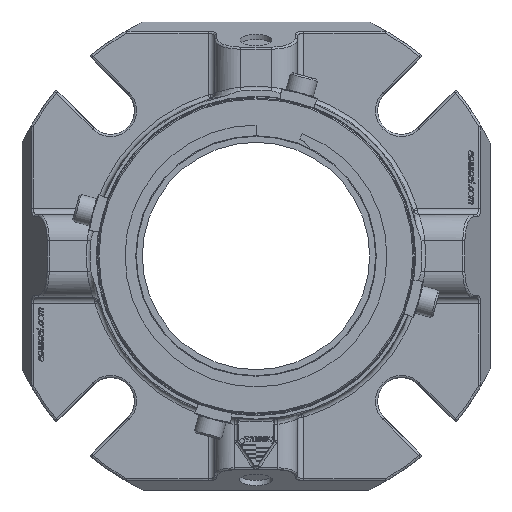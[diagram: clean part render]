
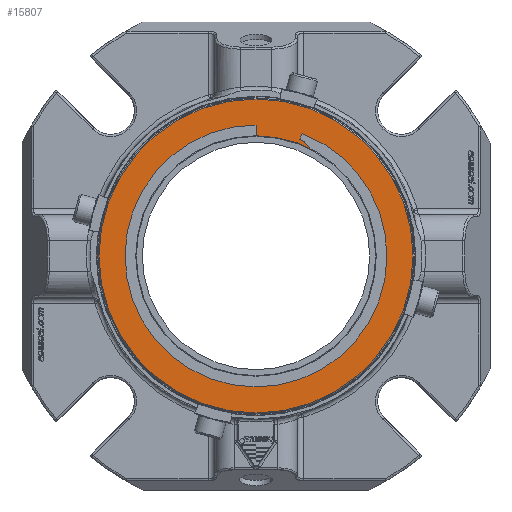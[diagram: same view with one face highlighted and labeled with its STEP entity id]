
A CAD part, left-side view. The second image highlights one B-rep face of the part: STEP entity #15807.
In plain terms, the highlighted planar face has unit normal (-1, 0, 0).
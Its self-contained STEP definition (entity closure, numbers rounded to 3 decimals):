
#916=LINE('',#22736,#1972);
#920=LINE('',#22748,#1976);
#1972=VECTOR('',#18467,1000.);
#1976=VECTOR('',#18481,1000.);
#3163=PLANE('',#16835);
#3482=ORIENTED_EDGE('',*,*,#8404,.F.);
#3483=ORIENTED_EDGE('',*,*,#8402,.F.);
#3484=ORIENTED_EDGE('',*,*,#8400,.T.);
#3485=ORIENTED_EDGE('',*,*,#8398,.F.);
#3486=ORIENTED_EDGE('',*,*,#8395,.T.);
#3487=ORIENTED_EDGE('',*,*,#8409,.T.);
#8395=EDGE_CURVE('',#10867,#10868,#12448,.F.);
#8398=EDGE_CURVE('',#10867,#10869,#916,.T.);
#8400=EDGE_CURVE('',#10870,#10869,#12449,.T.);
#8402=EDGE_CURVE('',#10870,#10871,#12450,.T.);
#8404=EDGE_CURVE('',#10871,#10868,#920,.T.);
#8409=EDGE_CURVE('',#10876,#10876,#12455,.T.);
#10867=VERTEX_POINT('',#22731);
#10868=VERTEX_POINT('',#22732);
#10869=VERTEX_POINT('',#22737);
#10870=VERTEX_POINT('',#22741);
#10871=VERTEX_POINT('',#22745);
#10876=VERTEX_POINT('',#22763);
#12448=CIRCLE('',#16820,60.477);
#12449=CIRCLE('',#16823,9.525);
#12450=CIRCLE('',#16825,54.762);
#12455=CIRCLE('',#16836,72.517);
#13253=EDGE_LOOP('',(#3482,#3483,#3484,#3485,#3486));
#13254=EDGE_LOOP('',(#3487));
#14373=FACE_BOUND('',#13253,.T.);
#14374=FACE_BOUND('',#13254,.T.);
#15807=ADVANCED_FACE('',(#14373,#14374),#3163,.T.);
#16820=AXIS2_PLACEMENT_3D('',#22730,#18461,#18462);
#16823=AXIS2_PLACEMENT_3D('',#22740,#18471,#18472);
#16825=AXIS2_PLACEMENT_3D('',#22744,#18476,#18477);
#16835=AXIS2_PLACEMENT_3D('',#22761,#18498,#18499);
#16836=AXIS2_PLACEMENT_3D('',#22762,#18500,#18501);
#18461=DIRECTION('',(-1.,0.,0.));
#18462=DIRECTION('',(0.,0.,1.));
#18467=DIRECTION('',(0.,0.423,-0.906));
#18471=DIRECTION('',(-1.,0.,0.));
#18472=DIRECTION('',(0.,0.,1.));
#18476=DIRECTION('',(-1.,0.,0.));
#18477=DIRECTION('',(0.,0.,1.));
#18481=DIRECTION('',(0.,0.,1.));
#18498=DIRECTION('',(-1.,0.,0.));
#18499=DIRECTION('',(0.,0.,1.));
#18500=DIRECTION('',(-1.,0.,0.));
#18501=DIRECTION('',(0.,0.,1.));
#22730=CARTESIAN_POINT('',(-103.505,0.,0.));
#22731=CARTESIAN_POINT('',(-103.505,-21.472,56.537));
#22732=CARTESIAN_POINT('',(-103.505,0.,60.477));
#22736=CARTESIAN_POINT('',(-103.505,-21.472,56.537));
#22737=CARTESIAN_POINT('',(-103.505,-20.261,53.94));
#22740=CARTESIAN_POINT('',(-103.505,-16.236,45.307));
#22741=CARTESIAN_POINT('',(-103.505,-25.158,48.641));
#22744=CARTESIAN_POINT('',(-103.505,0.,0.));
#22745=CARTESIAN_POINT('',(-103.505,0.,54.762));
#22748=CARTESIAN_POINT('',(-103.505,0.,54.762));
#22761=CARTESIAN_POINT('',(-103.505,0.,-73.025));
#22762=CARTESIAN_POINT('',(-103.505,0.,0.));
#22763=CARTESIAN_POINT('',(-103.505,0.,72.517));
